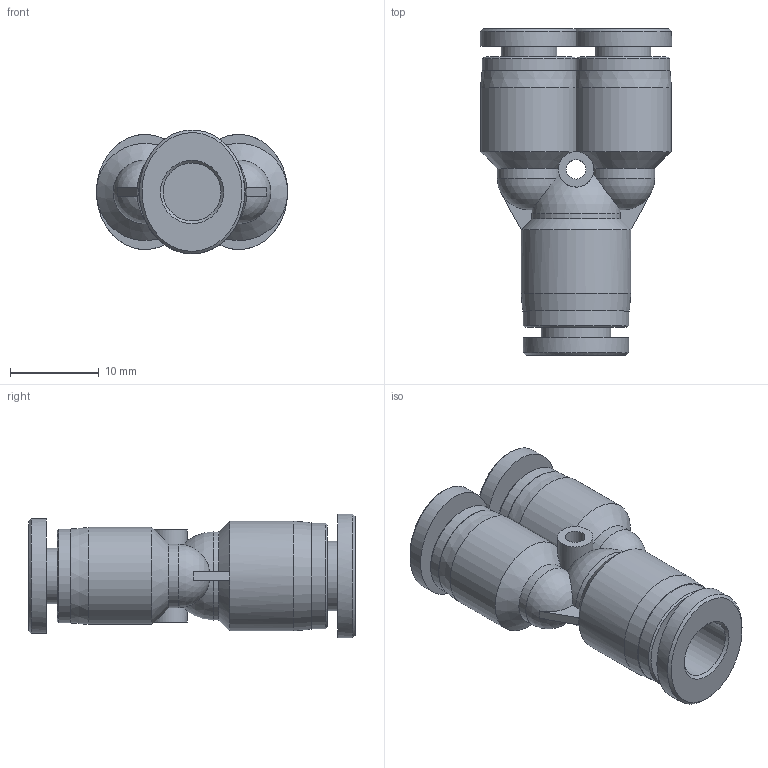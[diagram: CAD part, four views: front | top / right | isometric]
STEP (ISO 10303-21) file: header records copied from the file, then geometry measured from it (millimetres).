
FILE_DESCRIPTION((''),'2;1');
FILE_NAME('PW 1_4-3_16.stp','2016-10-17T15:49:40',('Administrator'),(''),'Autodesk Inventor 2013','Autodesk Inventor 2013','');
FILE_SCHEMA(('CONFIG_CONTROL_DESIGN'));
Length unit declared in the file: millimetre
Products named in the file (4): PW 1_4-3_16; NW N1_4-N3_16 BODY; SLEEVE N1_4L; SLEEVE N3_16L
Assembly tree (4 placements, depth 2):
  PW 1_4-3_16
    NW N1_4-N3_16 BODY
    SLEEVE N1_4L
    SLEEVE N3_16L  x2
Bounding box: 21.59 x 36.9 x 14 mm (x, y, z)
Volume: 3820.4 mm3; surface area: 4072.8 mm2
Topology: 4 solids, 4 shells, 78 faces, 158 edges, 97 vertices
Faces by surface type: plane 33, cylinder 22, cone 13, bspline 6, sphere 4
Full cylindrical faces by diameter (mm): 2.2 x1, 4 x2, 5 x4, 6.3 x2, 6.55 x2, 7.9 x1, 10.6 x2, 11.9 x1, 12.4 x1
Entity records: 2104 total; most frequent: CARTESIAN_POINT 649, DIRECTION 302, ORIENTED_EDGE 236, AXIS2_PLACEMENT_3D 137, EDGE_CURVE 118, EDGE_LOOP 100, VERTEX_POINT 84, FACE_OUTER_BOUND 67
